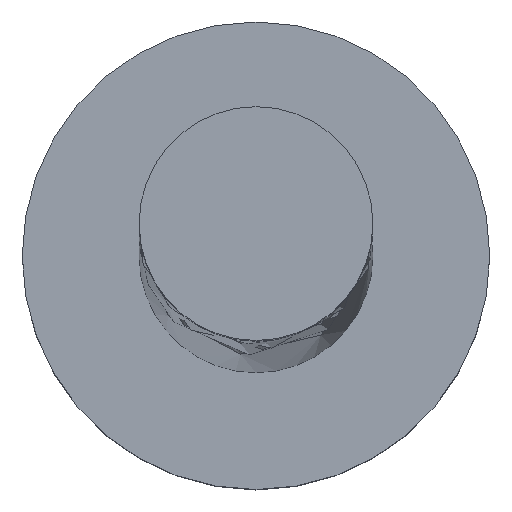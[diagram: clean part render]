
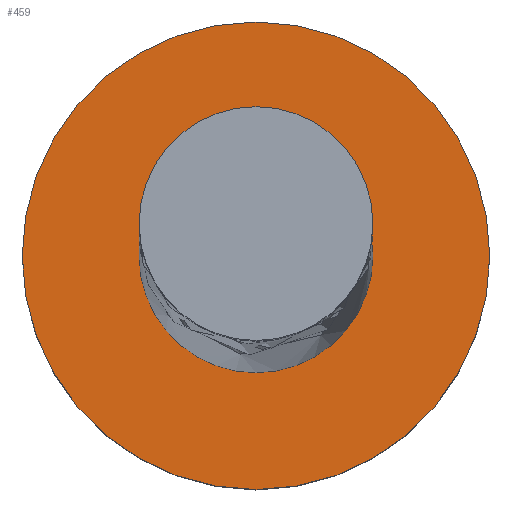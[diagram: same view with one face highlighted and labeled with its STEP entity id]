
A CAD part, top view. The second image highlights one B-rep face of the part: STEP entity #459.
In plain terms, the highlighted planar face has unit normal (0, 0, 1).
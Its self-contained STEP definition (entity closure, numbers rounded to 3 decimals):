
#60 = CIRCLE ( 'NONE', #963, 2. ) ;
#76 = CARTESIAN_POINT ( 'NONE',  ( 0., 0., 2. ) ) ;
#123 = DIRECTION ( 'NONE',  ( 1., 0., 0. ) ) ;
#164 = VERTEX_POINT ( 'NONE', #755 ) ;
#177 = EDGE_CURVE ( 'NONE', #252, #164, #486, .T. ) ;
#229 = EDGE_CURVE ( 'NONE', #164, #252, #60, .T. ) ;
#241 = CARTESIAN_POINT ( 'NONE',  ( 1., 0., 2. ) ) ;
#252 = VERTEX_POINT ( 'NONE', #452 ) ;
#384 = PLANE ( 'NONE',  #916 ) ;
#391 = DIRECTION ( 'NONE',  ( 1., 0., 0. ) ) ;
#410 = CARTESIAN_POINT ( 'NONE',  ( 0., 0., 2. ) ) ;
#452 = CARTESIAN_POINT ( 'NONE',  ( -2., 0., 2. ) ) ;
#459 = ADVANCED_FACE ( 'NONE', ( #1229, #1428 ), #384, .T. ) ;
#486 = CIRCLE ( 'NONE', #1089, 2. ) ;
#507 = CARTESIAN_POINT ( 'NONE',  ( -1., 0., 2. ) ) ;
#596 = ORIENTED_EDGE ( 'NONE', *, *, #972, .F. ) ;
#602 = DIRECTION ( 'NONE',  ( 0., 0., 1. ) ) ;
#614 = EDGE_LOOP ( 'NONE', ( #596, #1351 ) ) ;
#743 = EDGE_CURVE ( 'NONE', #826, #1025, #1504, .T. ) ;
#755 = CARTESIAN_POINT ( 'NONE',  ( 2., 0., 2. ) ) ;
#789 = DIRECTION ( 'NONE',  ( 0., 0., 1. ) ) ;
#826 = VERTEX_POINT ( 'NONE', #241 ) ;
#916 = AXIS2_PLACEMENT_3D ( 'NONE', #1086, #602, #1340 ) ;
#963 = AXIS2_PLACEMENT_3D ( 'NONE', #1316, #1070, #966 ) ;
#966 = DIRECTION ( 'NONE',  ( 1., 0., 0. ) ) ;
#972 = EDGE_CURVE ( 'NONE', #1025, #826, #1345, .T. ) ;
#1025 = VERTEX_POINT ( 'NONE', #507 ) ;
#1070 = DIRECTION ( 'NONE',  ( 0., 0., 1. ) ) ;
#1086 = CARTESIAN_POINT ( 'NONE',  ( 0., 0., 2. ) ) ;
#1089 = AXIS2_PLACEMENT_3D ( 'NONE', #76, #789, #1499 ) ;
#1135 = ORIENTED_EDGE ( 'NONE', *, *, #229, .T. ) ;
#1199 = AXIS2_PLACEMENT_3D ( 'NONE', #1235, #1207, #123 ) ;
#1207 = DIRECTION ( 'NONE',  ( 0., 0., 1. ) ) ;
#1229 = FACE_BOUND ( 'NONE', #614, .T. ) ;
#1230 = AXIS2_PLACEMENT_3D ( 'NONE', #410, #1275, #391 ) ;
#1235 = CARTESIAN_POINT ( 'NONE',  ( 0., 0., 2. ) ) ;
#1275 = DIRECTION ( 'NONE',  ( 0., 0., 1. ) ) ;
#1316 = CARTESIAN_POINT ( 'NONE',  ( 0., 0., 2. ) ) ;
#1340 = DIRECTION ( 'NONE',  ( 1., 0., 0. ) ) ;
#1345 = CIRCLE ( 'NONE', #1230, 1. ) ;
#1351 = ORIENTED_EDGE ( 'NONE', *, *, #743, .F. ) ;
#1356 = ORIENTED_EDGE ( 'NONE', *, *, #177, .T. ) ;
#1428 = FACE_OUTER_BOUND ( 'NONE', #1498, .T. ) ;
#1498 = EDGE_LOOP ( 'NONE', ( #1356, #1135 ) ) ;
#1499 = DIRECTION ( 'NONE',  ( 1., 0., 0. ) ) ;
#1504 = CIRCLE ( 'NONE', #1199, 1. ) ;
